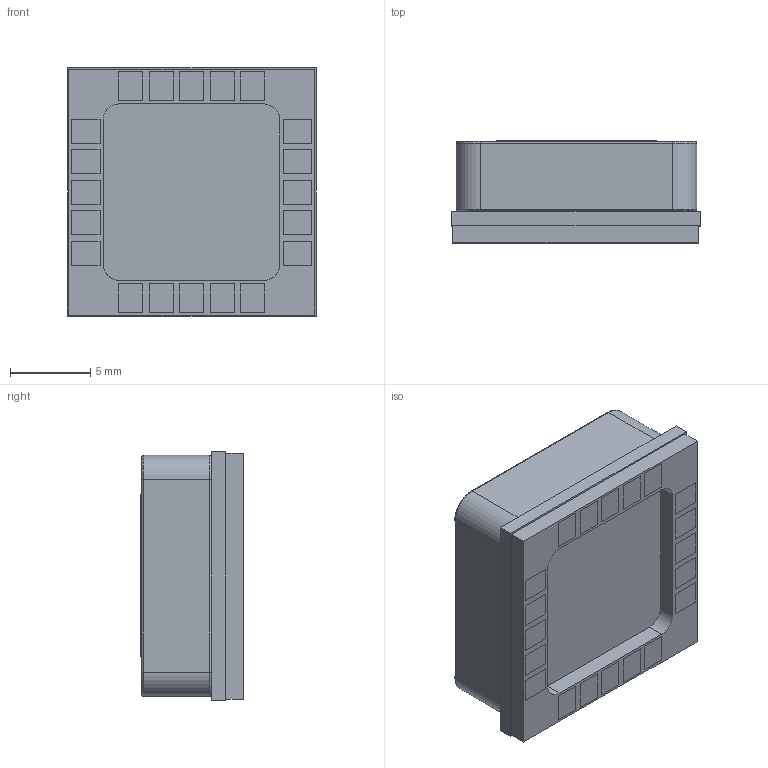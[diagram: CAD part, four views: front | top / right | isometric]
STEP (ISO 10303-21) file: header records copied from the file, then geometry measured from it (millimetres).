
FILE_DESCRIPTION(('FreeCAD Model'),'2;1');
FILE_NAME( 'ublox_SAM.step', '2020-03-16T17:10:11',('Author'),(''), 'Open CASCADE STEP processor 7.3','FreeCAD','Unknown');
FILE_SCHEMA(('AUTOMOTIVE_DESIGN { 1 0 10303 214 1 1 1 1 }'));
Length unit declared in the file: millimetre
Products named in the file (1): Fusion
Bounding box: 15.5 x 6.38 x 15.5 mm (x, y, z)
Volume: 1307.3 mm3; surface area: 1339.2 mm2
Topology: 2 solids, 2 shells, 78 faces, 218 edges, 168 vertices
Faces by surface type: plane 51, cylinder 21, bspline 6
Entity records: 3359 total; most frequent: CARTESIAN_POINT 927, ORIENTED_EDGE 436, DIRECTION 288, EDGE_CURVE 218, VERTEX_POINT 168, FACE_BOUND 102, EDGE_LOOP 102, AXIS2_PLACEMENT_3D 99
